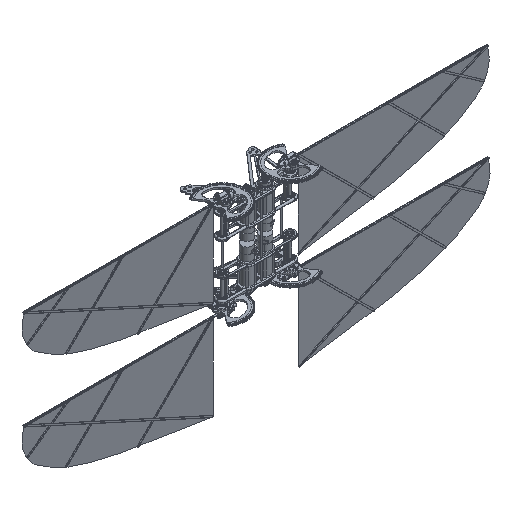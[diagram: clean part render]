
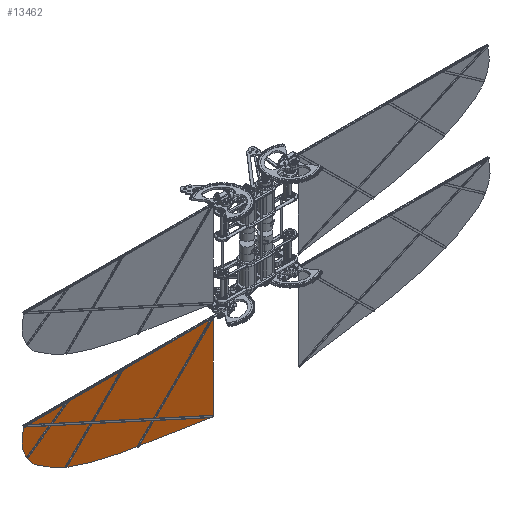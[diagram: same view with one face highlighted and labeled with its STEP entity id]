
A CAD part, isometric view. The second image highlights one B-rep face of the part: STEP entity #13462.
In plain terms, the highlighted face is planar.
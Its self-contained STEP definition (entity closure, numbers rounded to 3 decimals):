
#462 = VECTOR ( 'NONE', #38346, 1000. ) ;
#931 = CARTESIAN_POINT ( 'NONE',  ( 0., -47.939, 0. ) ) ;
#943 = DIRECTION ( 'NONE',  ( 0., 0., 1. ) ) ;
#1137 = CARTESIAN_POINT ( 'NONE',  ( -35.506, -43.478, 0. ) ) ;
#1514 = DIRECTION ( 'NONE',  ( 0., 1., 0. ) ) ;
#3040 = B_SPLINE_CURVE_WITH_KNOTS ( 'NONE', 3,
 ( #7339, #38262, #13739, #22513, #34691, #28874, #28477, #34875, #23092, #1137, #13932, #35269 ),
 .UNSPECIFIED., .F., .F.,
 ( 4, 1, 1, 1, 1, 1, 1, 1, 1, 4 ),
 ( 0., 0.051, 0.124, 0.148, 0.264, 0.292, 0.397, 0.432, 0.63, 1. ),
 .UNSPECIFIED. ) ;
#5281 = VECTOR ( 'NONE', #1514, 1000. ) ;
#7156 = DIRECTION ( 'NONE',  ( 1., 0., 0. ) ) ;
#7339 = CARTESIAN_POINT ( 'NONE',  ( -105., 0., 0. ) ) ;
#9338 = VERTEX_POINT ( 'NONE', #28345 ) ;
#9401 = ORIENTED_EDGE ( 'NONE', *, *, #29839, .T. ) ;
#13462 = ADVANCED_FACE ( 'NONE', ( #34694 ), #16147, .T. ) ;
#13739 = CARTESIAN_POINT ( 'NONE',  ( -106.038, -12.387, 0. ) ) ;
#13932 = CARTESIAN_POINT ( 'NONE',  ( -14.873, -46.074, 0. ) ) ;
#15037 = VERTEX_POINT ( 'NONE', #931 ) ;
#16147 = PLANE ( 'NONE',  #25876 ) ;
#19511 = CARTESIAN_POINT ( 'NONE',  ( -58.878, -38.3, 0. ) ) ;
#22320 = CARTESIAN_POINT ( 'NONE',  ( 0., 0., 0. ) ) ;
#22513 = CARTESIAN_POINT ( 'NONE',  ( -101.15, -20.093, 0. ) ) ;
#23092 = CARTESIAN_POINT ( 'NONE',  ( -61.049, -37.919, 0. ) ) ;
#24387 = EDGE_CURVE ( 'NONE', #29698, #9338, #31748, .T. ) ;
#24807 = EDGE_LOOP ( 'NONE', ( #9401, #27281, #35707 ) ) ;
#25876 = AXIS2_PLACEMENT_3D ( 'NONE', #19511, #943, #7156 ) ;
#27281 = ORIENTED_EDGE ( 'NONE', *, *, #32104, .T. ) ;
#28345 = CARTESIAN_POINT ( 'NONE',  ( -105., 0., 0. ) ) ;
#28477 = CARTESIAN_POINT ( 'NONE',  ( -81.186, -31.94, 0. ) ) ;
#28766 = CARTESIAN_POINT ( 'NONE',  ( -105., 0., 0. ) ) ;
#28853 = LINE ( 'NONE', #32040, #5281 ) ;
#28874 = CARTESIAN_POINT ( 'NONE',  ( -88.534, -28.242, 0. ) ) ;
#29698 = VERTEX_POINT ( 'NONE', #22320 ) ;
#29839 = EDGE_CURVE ( 'NONE', #9338, #15037, #3040, .T. ) ;
#31748 = LINE ( 'NONE', #28766, #462 ) ;
#32040 = CARTESIAN_POINT ( 'NONE',  ( 0., 0., 0. ) ) ;
#32104 = EDGE_CURVE ( 'NONE', #15037, #29698, #28853, .T. ) ;
#34691 = CARTESIAN_POINT ( 'NONE',  ( -93.333, -25.483, 0. ) ) ;
#34694 = FACE_OUTER_BOUND ( 'NONE', #24807, .T. ) ;
#34875 = CARTESIAN_POINT ( 'NONE',  ( -72.032, -34.95, 0. ) ) ;
#35269 = CARTESIAN_POINT ( 'NONE',  ( 0., -47.939, 0. ) ) ;
#35707 = ORIENTED_EDGE ( 'NONE', *, *, #24387, .T. ) ;
#38262 = CARTESIAN_POINT ( 'NONE',  ( -106.281, -5.889, 0. ) ) ;
#38346 = DIRECTION ( 'NONE',  ( -1., 0., 0. ) ) ;
